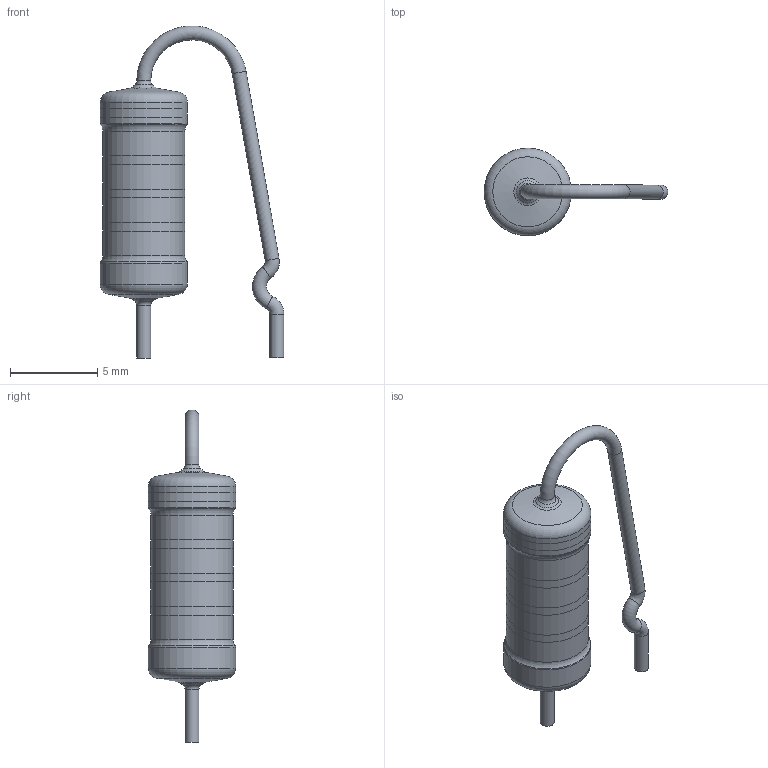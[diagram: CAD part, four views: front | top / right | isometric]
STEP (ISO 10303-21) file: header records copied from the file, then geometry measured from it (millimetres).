
FILE_DESCRIPTION(('STEP AP214'), '1');
FILE_NAME('RES-1W-V-MO', '', ('UNSPECIFIED'), ('UNSPECIFIED'), 'ASCON STEP Converter 1.3', 'ASCON Math Kernel', '');
FILE_SCHEMA(('AUTOMOTIVE_DESIGN { 1 0 10303 214 3 1 1}'));
Length unit declared in the file: millimetre
Bounding box: 10.52 x 5 x 19 mm (x, y, z)
Volume: 225.3 mm3; surface area: 281.5 mm2
Topology: 3 solids, 3 shells, 38 faces, 67 edges, 35 vertices
Faces by surface type: cylinder 14, torus 14, plane 6, cone 4
Full cylindrical faces by diameter (mm): 0.8 x3, 4.7 x7, 5 x4
Entity records: 1094 total; most frequent: DIRECTION 148, CARTESIAN_POINT 109, AXIS2_PLACEMENT_3D 74, EDGE_LOOP 70, ORIENTED_EDGE 70, FACE_OUTER_BOUND 64, COLOUR_RGB 41, FILL_AREA_STYLE_COLOUR 41
